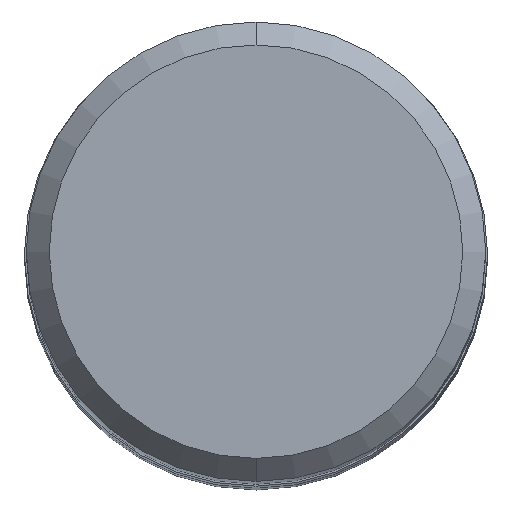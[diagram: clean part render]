
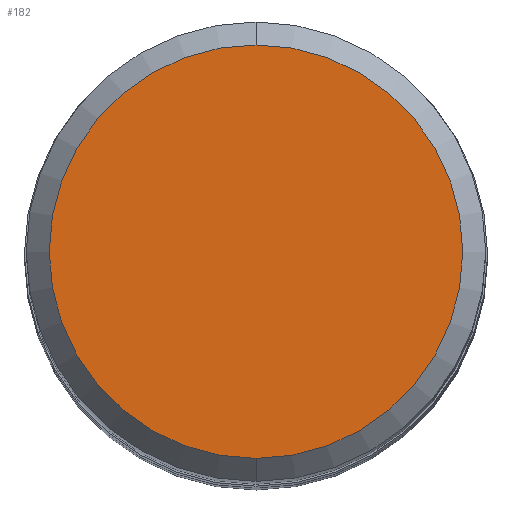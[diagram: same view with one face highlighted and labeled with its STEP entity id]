
A CAD part, top view. The second image highlights one B-rep face of the part: STEP entity #182.
In plain terms, the highlighted planar face has unit normal (0, 0, 1).
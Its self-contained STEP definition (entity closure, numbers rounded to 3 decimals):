
#182=ADVANCED_FACE('',(#477),#478,.T.);
#186=VERTEX_POINT('',#483);
#204=EDGE_CURVE('',#186,#360,#501,.T.);
#318=EDGE_CURVE('',#360,#186,#624,.T.);
#360=VERTEX_POINT('',#669);
#477=FACE_OUTER_BOUND('',#802,.T.);
#478=PLANE('',#803);
#483=CARTESIAN_POINT('',(0.,-5.4,0.0));
#501=CIRCLE('',#834,5.4);
#624=CIRCLE('',#1089,5.4);
#669=CARTESIAN_POINT('',(0.0,5.4,0.0));
#802=EDGE_LOOP('',(#1478,#1479));
#803=AXIS2_PLACEMENT_3D('',#1480,#1481,#1482);
#834=AXIS2_PLACEMENT_3D('',#1495,#1496,#1497);
#1089=AXIS2_PLACEMENT_3D('',#1615,#1616,#1617);
#1478=ORIENTED_EDGE('',*,*,#318,.F.);
#1479=ORIENTED_EDGE('',*,*,#204,.F.);
#1480=CARTESIAN_POINT('',(0.0,2.7,0.0));
#1481=DIRECTION('',(-0.0,0.0,1.0));
#1482=DIRECTION('',(0.0,-1.0,0.0));
#1495=CARTESIAN_POINT('',(0.0,0.0,0.0));
#1496=DIRECTION('',(0.0,0.0,-1.0));
#1497=DIRECTION('',(0.0,1.0,0.0));
#1615=CARTESIAN_POINT('',(0.0,0.0,0.0));
#1616=DIRECTION('',(0.0,0.0,-1.0));
#1617=DIRECTION('',(0.0,1.0,0.0));
